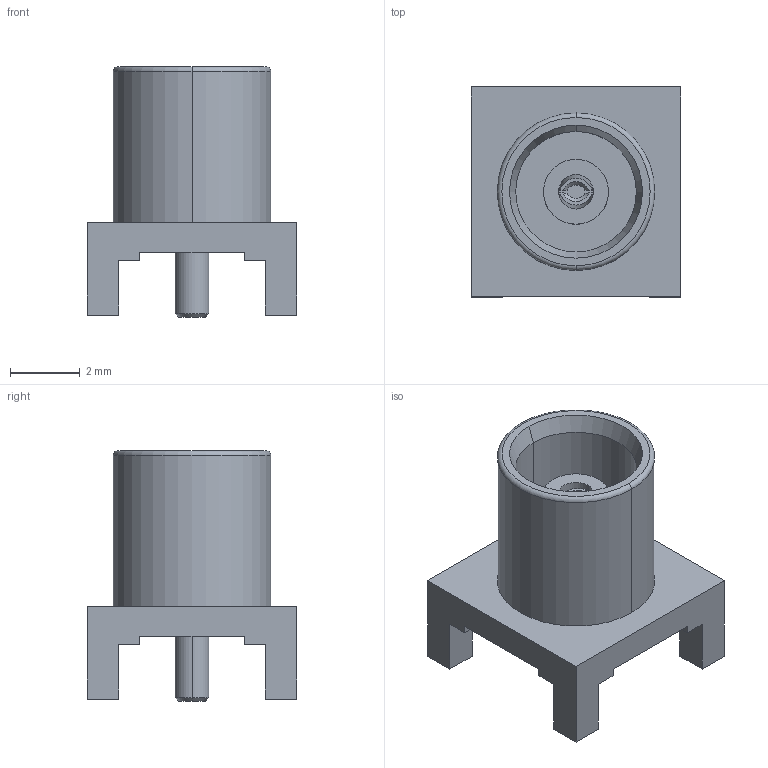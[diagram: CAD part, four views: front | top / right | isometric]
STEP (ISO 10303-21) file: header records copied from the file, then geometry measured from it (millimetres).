
FILE_DESCRIPTION((''),'2;1');
FILE_NAME('733660061','2016-12-29T',('ksrinivasara'),(''),'PRO/ENGINEER BY PARAMETRIC TECHNOLOGY CORPORATION, 2012310','PRO/ENGINEER BY PARAMETRIC TECHNOLOGY CORPORATION, 2012310','');
FILE_SCHEMA(('CONFIG_CONTROL_DESIGN'));
Length unit declared in the file: millimetre
Products named in the file (1): 733660061
Bounding box: 6 x 6 x 7.16 mm (x, y, z)
Volume: 76.7 mm3; surface area: 265.9 mm2
Topology: 1 solids, 1 shells, 67 faces, 181 edges, 124 vertices
Faces by surface type: plane 41, cylinder 16, cone 8, torus 2
Entity records: 2186 total; most frequent: CARTESIAN_POINT 426, DIRECTION 359, ORIENTED_EDGE 340, EDGE_CURVE 170, AXIS2_PLACEMENT_3D 120, VECTOR 119, LINE 119, VERTEX_POINT 112
